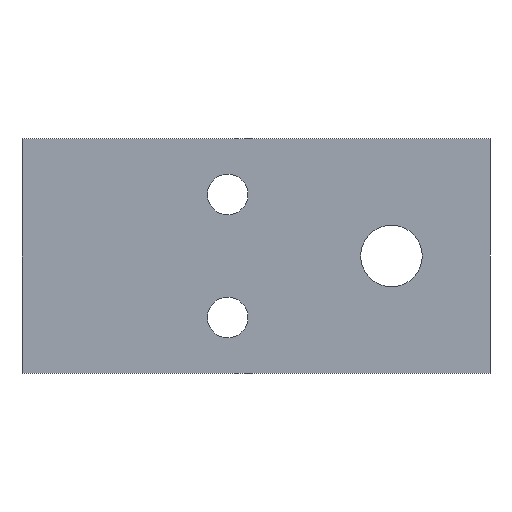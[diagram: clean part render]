
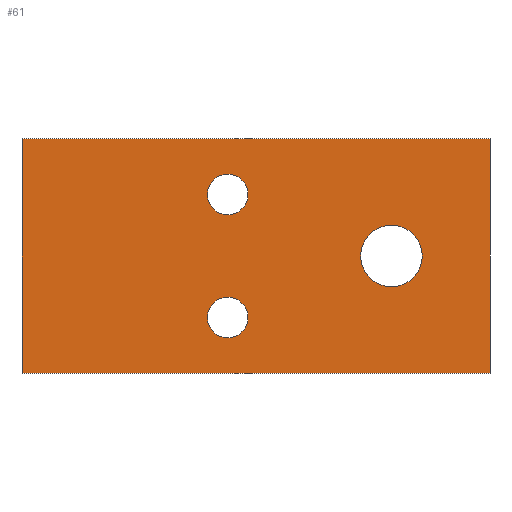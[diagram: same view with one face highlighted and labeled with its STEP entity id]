
A CAD part, front view. The second image highlights one B-rep face of the part: STEP entity #61.
In plain terms, the highlighted planar face has unit normal (0, -1, 0).
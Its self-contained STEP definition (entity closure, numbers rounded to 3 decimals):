
#10 = CARTESIAN_POINT ( 'NONE',  ( 11., 0., 0. ) ) ;
#12 = CARTESIAN_POINT ( 'NONE',  ( -2.3, 0., 3.35 ) ) ;
#20 = VERTEX_POINT ( 'NONE', #365 ) ;
#25 = CARTESIAN_POINT ( 'NONE',  ( 19., 0., -9.525 ) ) ;
#27 = ORIENTED_EDGE ( 'NONE', *, *, #144, .T. ) ;
#31 = ORIENTED_EDGE ( 'NONE', *, *, #383, .F. ) ;
#32 = EDGE_LOOP ( 'NONE', ( #259, #266, #427, #31 ) ) ;
#36 = CARTESIAN_POINT ( 'NONE',  ( -2.3, 0., -5. ) ) ;
#38 = VERTEX_POINT ( 'NONE', #241 ) ;
#46 = CARTESIAN_POINT ( 'NONE',  ( 0., 0., 0. ) ) ;
#49 = FACE_OUTER_BOUND ( 'NONE', #32, .T. ) ;
#58 = EDGE_LOOP ( 'NONE', ( #277, #27 ) ) ;
#61 = ADVANCED_FACE ( 'NONE', ( #322, #275, #240, #49 ), #435, .F. ) ;
#70 = DIRECTION ( 'NONE',  ( -1., 0., 0. ) ) ;
#74 = CARTESIAN_POINT ( 'NONE',  ( 19., 0., 9.525 ) ) ;
#75 = ORIENTED_EDGE ( 'NONE', *, *, #360, .T. ) ;
#84 = VECTOR ( 'NONE', #116, 1000. ) ;
#85 = CIRCLE ( 'NONE', #138, 2.5 ) ;
#91 = CARTESIAN_POINT ( 'NONE',  ( 11., 0., -2.5 ) ) ;
#102 = DIRECTION ( 'NONE',  ( 0., 0., 1. ) ) ;
#103 = ORIENTED_EDGE ( 'NONE', *, *, #465, .T. ) ;
#116 = DIRECTION ( 'NONE',  ( 0., 0., 1. ) ) ;
#118 = EDGE_CURVE ( 'NONE', #344, #320, #140, .T. ) ;
#127 = CIRCLE ( 'NONE', #341, 2.5 ) ;
#138 = AXIS2_PLACEMENT_3D ( 'NONE', #202, #154, #315 ) ;
#140 = CIRCLE ( 'NONE', #255, 1.65 ) ;
#142 = CARTESIAN_POINT ( 'NONE',  ( -2.3, 0., 6.65 ) ) ;
#144 = EDGE_CURVE ( 'NONE', #294, #38, #314, .T. ) ;
#153 = VERTEX_POINT ( 'NONE', #74 ) ;
#154 = DIRECTION ( 'NONE',  ( 0., 1., 0. ) ) ;
#159 = CARTESIAN_POINT ( 'NONE',  ( -19., 0., 9.525 ) ) ;
#165 = CARTESIAN_POINT ( 'NONE',  ( -2.3, 0., 5. ) ) ;
#171 = DIRECTION ( 'NONE',  ( 0., 0., 1. ) ) ;
#202 = CARTESIAN_POINT ( 'NONE',  ( 11., 0., 0. ) ) ;
#207 = EDGE_CURVE ( 'NONE', #257, #370, #393, .T. ) ;
#209 = LINE ( 'NONE', #247, #433 ) ;
#211 = DIRECTION ( 'NONE',  ( 0., 1., 0. ) ) ;
#214 = CARTESIAN_POINT ( 'NONE',  ( 11., 0., 2.5 ) ) ;
#222 = VECTOR ( 'NONE', #70, 1000. ) ;
#236 = DIRECTION ( 'NONE',  ( 0., 1., 0. ) ) ;
#238 = DIRECTION ( 'NONE',  ( 0., 0., 1. ) ) ;
#240 = FACE_BOUND ( 'NONE', #469, .T. ) ;
#241 = CARTESIAN_POINT ( 'NONE',  ( -2.3, 0., -3.35 ) ) ;
#247 = CARTESIAN_POINT ( 'NONE',  ( 19., 0., 9.525 ) ) ;
#254 = DIRECTION ( 'NONE',  ( 0., 0., -1. ) ) ;
#255 = AXIS2_PLACEMENT_3D ( 'NONE', #471, #343, #273 ) ;
#257 = VERTEX_POINT ( 'NONE', #502 ) ;
#258 = LINE ( 'NONE', #335, #466 ) ;
#259 = ORIENTED_EDGE ( 'NONE', *, *, #416, .F. ) ;
#266 = ORIENTED_EDGE ( 'NONE', *, *, #207, .F. ) ;
#273 = DIRECTION ( 'NONE',  ( 0., 0., 1. ) ) ;
#275 = FACE_BOUND ( 'NONE', #58, .T. ) ;
#277 = ORIENTED_EDGE ( 'NONE', *, *, #413, .T. ) ;
#293 = DIRECTION ( 'NONE',  ( 0., 1., 0. ) ) ;
#294 = VERTEX_POINT ( 'NONE', #444 ) ;
#301 = DIRECTION ( 'NONE',  ( 0., 1., 0. ) ) ;
#314 = CIRCLE ( 'NONE', #514, 1.65 ) ;
#315 = DIRECTION ( 'NONE',  ( 0., 0., 1. ) ) ;
#319 = DIRECTION ( 'NONE',  ( 0., 1., 0. ) ) ;
#320 = VERTEX_POINT ( 'NONE', #12 ) ;
#322 = FACE_BOUND ( 'NONE', #504, .T. ) ;
#324 = VERTEX_POINT ( 'NONE', #91 ) ;
#334 = VERTEX_POINT ( 'NONE', #214 ) ;
#335 = CARTESIAN_POINT ( 'NONE',  ( 19., 0., 9.525 ) ) ;
#341 = AXIS2_PLACEMENT_3D ( 'NONE', #10, #301, #102 ) ;
#343 = DIRECTION ( 'NONE',  ( 0., 1., 0. ) ) ;
#344 = VERTEX_POINT ( 'NONE', #142 ) ;
#354 = ORIENTED_EDGE ( 'NONE', *, *, #406, .T. ) ;
#360 = EDGE_CURVE ( 'NONE', #334, #324, #127, .T. ) ;
#364 = CIRCLE ( 'NONE', #500, 1.65 ) ;
#365 = CARTESIAN_POINT ( 'NONE',  ( -19., 0., 9.525 ) ) ;
#370 = VERTEX_POINT ( 'NONE', #372 ) ;
#372 = CARTESIAN_POINT ( 'NONE',  ( -19., 0., -9.525 ) ) ;
#374 = DIRECTION ( 'NONE',  ( 1., 0., 0. ) ) ;
#383 = EDGE_CURVE ( 'NONE', #20, #153, #258, .T. ) ;
#389 = DIRECTION ( 'NONE',  ( 0., 0., 1. ) ) ;
#393 = LINE ( 'NONE', #25, #222 ) ;
#401 = LINE ( 'NONE', #159, #84 ) ;
#406 = EDGE_CURVE ( 'NONE', #324, #334, #85, .T. ) ;
#413 = EDGE_CURVE ( 'NONE', #38, #294, #364, .T. ) ;
#416 = EDGE_CURVE ( 'NONE', #370, #20, #401, .T. ) ;
#421 = ORIENTED_EDGE ( 'NONE', *, *, #118, .T. ) ;
#427 = ORIENTED_EDGE ( 'NONE', *, *, #481, .F. ) ;
#428 = DIRECTION ( 'NONE',  ( 0., 0., 1. ) ) ;
#431 = CARTESIAN_POINT ( 'NONE',  ( -2.3, 0., -5. ) ) ;
#433 = VECTOR ( 'NONE', #254, 1000. ) ;
#435 = PLANE ( 'NONE',  #467 ) ;
#444 = CARTESIAN_POINT ( 'NONE',  ( -2.3, 0., -6.65 ) ) ;
#448 = CIRCLE ( 'NONE', #476, 1.65 ) ;
#465 = EDGE_CURVE ( 'NONE', #320, #344, #448, .T. ) ;
#466 = VECTOR ( 'NONE', #374, 1000. ) ;
#467 = AXIS2_PLACEMENT_3D ( 'NONE', #46, #211, #389 ) ;
#469 = EDGE_LOOP ( 'NONE', ( #421, #103 ) ) ;
#471 = CARTESIAN_POINT ( 'NONE',  ( -2.3, 0., 5. ) ) ;
#476 = AXIS2_PLACEMENT_3D ( 'NONE', #165, #293, #171 ) ;
#481 = EDGE_CURVE ( 'NONE', #153, #257, #209, .T. ) ;
#500 = AXIS2_PLACEMENT_3D ( 'NONE', #431, #319, #238 ) ;
#502 = CARTESIAN_POINT ( 'NONE',  ( 19., 0., -9.525 ) ) ;
#504 = EDGE_LOOP ( 'NONE', ( #75, #354 ) ) ;
#514 = AXIS2_PLACEMENT_3D ( 'NONE', #36, #236, #428 ) ;
